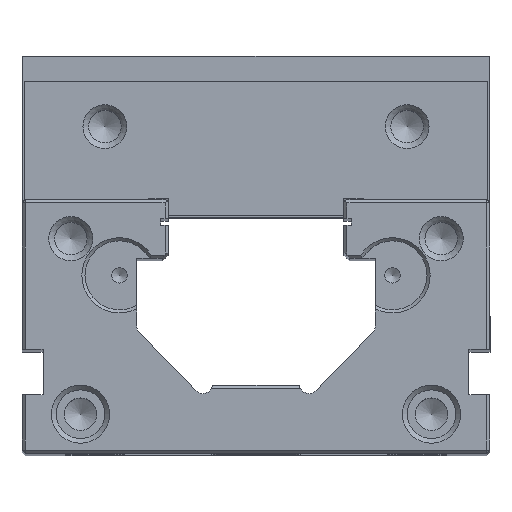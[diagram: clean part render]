
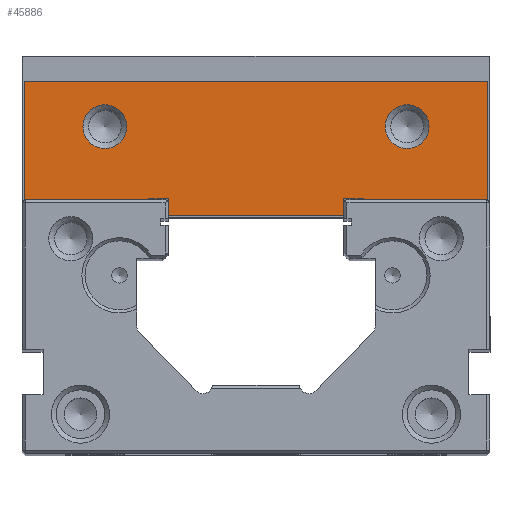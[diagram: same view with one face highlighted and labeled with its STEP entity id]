
A CAD part, top view. The second image highlights one B-rep face of the part: STEP entity #45886.
In plain terms, the highlighted face is planar.
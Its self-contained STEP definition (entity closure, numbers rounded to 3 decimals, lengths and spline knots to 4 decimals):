
#6773=LINE('',#81227,#11128);
#6830=LINE('',#81540,#11185);
#6834=LINE('',#81548,#11189);
#6837=LINE('',#81555,#11192);
#6841=LINE('',#81563,#11196);
#6846=LINE('',#81572,#11201);
#6853=LINE('',#81584,#11208);
#6854=LINE('',#81587,#11209);
#6856=LINE('',#81590,#11211);
#6857=LINE('',#81593,#11212);
#6859=LINE('',#81597,#11214);
#6860=LINE('',#81598,#11215);
#11128=VECTOR('',#58129,0.3937);
#11185=VECTOR('',#58324,0.3937);
#11189=VECTOR('',#58330,0.3937);
#11192=VECTOR('',#58335,0.3937);
#11196=VECTOR('',#58341,0.3937);
#11201=VECTOR('',#58348,0.3937);
#11208=VECTOR('',#58359,0.3937);
#11209=VECTOR('',#58362,0.3937);
#11211=VECTOR('',#58366,0.3937);
#11212=VECTOR('',#58369,0.3937);
#11214=VECTOR('',#58373,0.3937);
#11215=VECTOR('',#58374,0.3937);
#11807=FACE_BOUND('',#16996,.T.);
#11808=FACE_BOUND('',#16997,.T.);
#14273=FACE_OUTER_BOUND('',#16995,.T.);
#16995=EDGE_LOOP('',(#42031,#42032,#42033,#42034,#42035,#42036,#42037,#42038,
#42039,#42040,#42041,#42042));
#16996=EDGE_LOOP('',(#42043,#42044));
#16997=EDGE_LOOP('',(#42045,#42046));
#17763=CIRCLE('',#48560,0.281);
#17764=CIRCLE('',#48561,0.281);
#17769=CIRCLE('',#48569,0.281);
#17770=CIRCLE('',#48570,0.281);
#21906=VERTEX_POINT('',#79658);
#21907=VERTEX_POINT('',#79659);
#21913=VERTEX_POINT('',#79677);
#21914=VERTEX_POINT('',#79678);
#22115=VERTEX_POINT('',#81224);
#22116=VERTEX_POINT('',#81226);
#22178=VERTEX_POINT('',#81538);
#22179=VERTEX_POINT('',#81539);
#22182=VERTEX_POINT('',#81547);
#22184=VERTEX_POINT('',#81553);
#22185=VERTEX_POINT('',#81554);
#22188=VERTEX_POINT('',#81562);
#22191=VERTEX_POINT('',#81570);
#22195=VERTEX_POINT('',#81586);
#22196=VERTEX_POINT('',#81592);
#22197=VERTEX_POINT('',#81596);
#28385=EDGE_CURVE('',#21906,#21907,#17763,.T.);
#28386=EDGE_CURVE('',#21907,#21906,#17764,.T.);
#28394=EDGE_CURVE('',#21913,#21914,#17769,.T.);
#28395=EDGE_CURVE('',#21914,#21913,#17770,.T.);
#28684=EDGE_CURVE('',#22116,#22115,#6773,.T.);
#28789=EDGE_CURVE('',#22178,#22179,#6830,.T.);
#28793=EDGE_CURVE('',#22182,#22178,#6834,.T.);
#28796=EDGE_CURVE('',#22184,#22185,#6837,.T.);
#28800=EDGE_CURVE('',#22188,#22184,#6841,.T.);
#28805=EDGE_CURVE('',#22179,#22191,#6846,.T.);
#28812=EDGE_CURVE('',#22115,#22182,#6853,.T.);
#28813=EDGE_CURVE('',#22195,#22188,#6854,.T.);
#28815=EDGE_CURVE('',#22185,#22116,#6856,.T.);
#28816=EDGE_CURVE('',#22196,#22195,#6857,.T.);
#28818=EDGE_CURVE('',#22191,#22197,#6859,.T.);
#28819=EDGE_CURVE('',#22197,#22196,#6860,.T.);
#42031=ORIENTED_EDGE('',*,*,#28789,.T.);
#42032=ORIENTED_EDGE('',*,*,#28805,.T.);
#42033=ORIENTED_EDGE('',*,*,#28818,.T.);
#42034=ORIENTED_EDGE('',*,*,#28819,.T.);
#42035=ORIENTED_EDGE('',*,*,#28816,.T.);
#42036=ORIENTED_EDGE('',*,*,#28813,.T.);
#42037=ORIENTED_EDGE('',*,*,#28800,.T.);
#42038=ORIENTED_EDGE('',*,*,#28796,.T.);
#42039=ORIENTED_EDGE('',*,*,#28815,.T.);
#42040=ORIENTED_EDGE('',*,*,#28684,.T.);
#42041=ORIENTED_EDGE('',*,*,#28812,.T.);
#42042=ORIENTED_EDGE('',*,*,#28793,.T.);
#42043=ORIENTED_EDGE('',*,*,#28385,.T.);
#42044=ORIENTED_EDGE('',*,*,#28386,.T.);
#42045=ORIENTED_EDGE('',*,*,#28394,.T.);
#42046=ORIENTED_EDGE('',*,*,#28395,.T.);
#43417=PLANE('',#48707);
#45886=ADVANCED_FACE('',(#14273,#11807,#11808),#43417,.T.);
#48560=AXIS2_PLACEMENT_3D('',#79660,#57870,#57871);
#48561=AXIS2_PLACEMENT_3D('',#79661,#57872,#57873);
#48569=AXIS2_PLACEMENT_3D('',#79679,#57891,#57892);
#48570=AXIS2_PLACEMENT_3D('',#79680,#57893,#57894);
#48707=AXIS2_PLACEMENT_3D('',#81595,#58371,#58372);
#57870=DIRECTION('center_axis',(0.,0.,1.));
#57871=DIRECTION('ref_axis',(1.,0.,0.));
#57872=DIRECTION('center_axis',(0.,0.,1.));
#57873=DIRECTION('ref_axis',(1.,0.,0.));
#57891=DIRECTION('center_axis',(0.,0.,1.));
#57892=DIRECTION('ref_axis',(1.,0.,0.));
#57893=DIRECTION('center_axis',(0.,0.,1.));
#57894=DIRECTION('ref_axis',(1.,0.,0.));
#58129=DIRECTION('',(-1.,0.,0.));
#58324=DIRECTION('',(0.,-1.,0.));
#58330=DIRECTION('',(-1.,0.,0.));
#58335=DIRECTION('',(-1.,0.,0.));
#58341=DIRECTION('',(0.,1.,0.));
#58348=DIRECTION('',(-1.,0.,0.));
#58359=DIRECTION('',(0.,1.,0.));
#58362=DIRECTION('',(-1.,0.,0.));
#58366=DIRECTION('',(0.,-1.,0.));
#58369=DIRECTION('',(0.,-1.,0.));
#58371=DIRECTION('center_axis',(0.,0.,-1.));
#58372=DIRECTION('ref_axis',(-1.,0.,0.));
#58373=DIRECTION('',(0.,1.,0.));
#58374=DIRECTION('',(1.,0.,0.));
#79658=CARTESIAN_POINT('',(-1.6565,0.277,-2.375));
#79659=CARTESIAN_POINT('',(-2.2185,0.277,-2.375));
#79660=CARTESIAN_POINT('Origin',(-1.9375,0.277,-2.375));
#79661=CARTESIAN_POINT('Origin',(-1.9375,0.277,-2.375));
#79677=CARTESIAN_POINT('',(2.2185,0.277,-2.375));
#79678=CARTESIAN_POINT('',(1.6565,0.277,-2.375));
#79679=CARTESIAN_POINT('Origin',(1.9375,0.277,-2.375));
#79680=CARTESIAN_POINT('Origin',(1.9375,0.277,-2.375));
#81224=CARTESIAN_POINT('',(-1.124,-0.86,-2.375));
#81226=CARTESIAN_POINT('',(1.124,-0.86,-2.375));
#81227=CARTESIAN_POINT('',(2.97,-0.86,-2.375));
#81538=CARTESIAN_POINT('',(-1.374,-0.65,-2.375));
#81539=CARTESIAN_POINT('',(-1.374,-0.66,-2.375));
#81540=CARTESIAN_POINT('',(-1.374,-0.325,-2.375));
#81547=CARTESIAN_POINT('',(-1.124,-0.65,-2.375));
#81548=CARTESIAN_POINT('',(-0.562,-0.65,-2.375));
#81553=CARTESIAN_POINT('',(1.374,-0.65,-2.375));
#81554=CARTESIAN_POINT('',(1.124,-0.65,-2.375));
#81555=CARTESIAN_POINT('',(0.687,-0.65,-2.375));
#81562=CARTESIAN_POINT('',(1.374,-0.66,-2.375));
#81563=CARTESIAN_POINT('',(1.374,-0.33,-2.375));
#81570=CARTESIAN_POINT('',(-2.97,-0.66,-2.375));
#81572=CARTESIAN_POINT('',(-0.562,-0.66,-2.375));
#81584=CARTESIAN_POINT('',(-1.124,-0.33,-2.375));
#81586=CARTESIAN_POINT('',(2.97,-0.66,-2.375));
#81587=CARTESIAN_POINT('',(1.485,-0.66,-2.375));
#81590=CARTESIAN_POINT('',(1.124,-0.33,-2.375));
#81592=CARTESIAN_POINT('',(2.97,0.86,-2.375));
#81593=CARTESIAN_POINT('',(2.97,0.86,-2.375));
#81595=CARTESIAN_POINT('Origin',(0.,0.,
-2.375));
#81596=CARTESIAN_POINT('',(-2.97,0.86,-2.375));
#81597=CARTESIAN_POINT('',(-2.97,-0.86,-2.375));
#81598=CARTESIAN_POINT('',(-2.97,0.86,-2.375));
